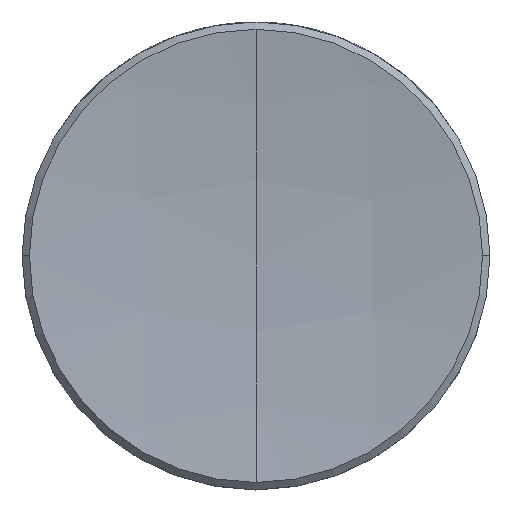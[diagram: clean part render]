
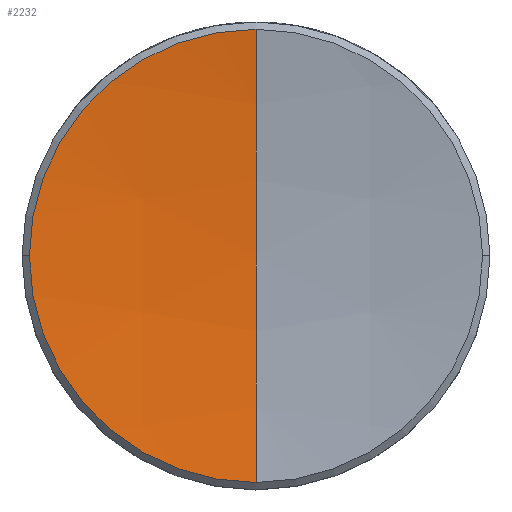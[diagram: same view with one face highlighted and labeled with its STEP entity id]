
A CAD part, top view. The second image highlights one B-rep face of the part: STEP entity #2232.
In plain terms, the highlighted spherical face has radius 50 mm.
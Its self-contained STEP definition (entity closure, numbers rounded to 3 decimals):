
#89 = EDGE_CURVE ( 'NONE', #1006, #1523, #2553, .T. ) ;
#191 = DIRECTION ( 'NONE',  ( 1., 0., 0. ) ) ;
#236 = DIRECTION ( 'NONE',  ( 1., 0., 0. ) ) ;
#252 = VERTEX_POINT ( 'NONE', #1563 ) ;
#323 = CARTESIAN_POINT ( 'NONE',  ( 0., 0., 1.5 ) ) ;
#446 = CIRCLE ( 'NONE', #589, 6.151 ) ;
#491 = DIRECTION ( 'NONE',  ( 1., 0., 0. ) ) ;
#589 = AXIS2_PLACEMENT_3D ( 'NONE', #2889, #3132, #236 ) ;
#707 = ORIENTED_EDGE ( 'NONE', *, *, #2755, .T. ) ;
#912 = CARTESIAN_POINT ( 'NONE',  ( 0., 0., 51.5 ) ) ;
#922 = DIRECTION ( 'NONE',  ( 0., 0., 1. ) ) ;
#1006 = VERTEX_POINT ( 'NONE', #1888 ) ;
#1011 = AXIS2_PLACEMENT_3D ( 'NONE', #1149, #922, #191 ) ;
#1074 = AXIS2_PLACEMENT_3D ( 'NONE', #912, #2146, #1175 ) ;
#1149 = CARTESIAN_POINT ( 'NONE',  ( 0., 0., 1.88 ) ) ;
#1175 = DIRECTION ( 'NONE',  ( 0., 1., 0. ) ) ;
#1183 = CARTESIAN_POINT ( 'NONE',  ( 0., -6.151, 1.88 ) ) ;
#1185 = CARTESIAN_POINT ( 'NONE',  ( 0., 0., 51.5 ) ) ;
#1284 = AXIS2_PLACEMENT_3D ( 'NONE', #2145, #491, #2662 ) ;
#1467 = CIRCLE ( 'NONE', #1011, 6.151 ) ;
#1499 = CIRCLE ( 'NONE', #1074, 50. ) ;
#1523 = VERTEX_POINT ( 'NONE', #323 ) ;
#1563 = CARTESIAN_POINT ( 'NONE',  ( -6.151, 0., 1.88 ) ) ;
#1582 = EDGE_LOOP ( 'NONE', ( #2799, #707, #2500, #1907 ) ) ;
#1877 = EDGE_CURVE ( 'NONE', #2206, #1523, #1499, .T. ) ;
#1888 = CARTESIAN_POINT ( 'NONE',  ( 0., 6.151, 1.88 ) ) ;
#1899 = EDGE_CURVE ( 'NONE', #1006, #252, #1467, .T. ) ;
#1907 = ORIENTED_EDGE ( 'NONE', *, *, #89, .F. ) ;
#2145 = CARTESIAN_POINT ( 'NONE',  ( 0., 0., 51.5 ) ) ;
#2146 = DIRECTION ( 'NONE',  ( 1., 0., 0. ) ) ;
#2206 = VERTEX_POINT ( 'NONE', #1183 ) ;
#2232 = ADVANCED_FACE ( 'NONE', ( #2332 ), #2258, .F. ) ;
#2258 = SPHERICAL_SURFACE ( 'NONE', #1284, 50. ) ;
#2332 = FACE_OUTER_BOUND ( 'NONE', #1582, .T. ) ;
#2379 = DIRECTION ( 'NONE',  ( 0., 0., 1. ) ) ;
#2500 = ORIENTED_EDGE ( 'NONE', *, *, #1877, .T. ) ;
#2553 = CIRCLE ( 'NONE', #3081, 50. ) ;
#2662 = DIRECTION ( 'NONE',  ( 0., 1., 0. ) ) ;
#2755 = EDGE_CURVE ( 'NONE', #252, #2206, #446, .T. ) ;
#2799 = ORIENTED_EDGE ( 'NONE', *, *, #1899, .T. ) ;
#2889 = CARTESIAN_POINT ( 'NONE',  ( 0., 0., 1.88 ) ) ;
#2893 = DIRECTION ( 'NONE',  ( -1., 0., 0. ) ) ;
#3081 = AXIS2_PLACEMENT_3D ( 'NONE', #1185, #2893, #2379 ) ;
#3132 = DIRECTION ( 'NONE',  ( 0., 0., 1. ) ) ;
